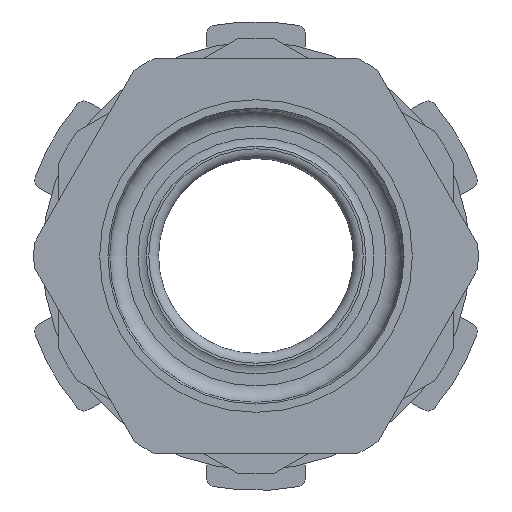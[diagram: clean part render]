
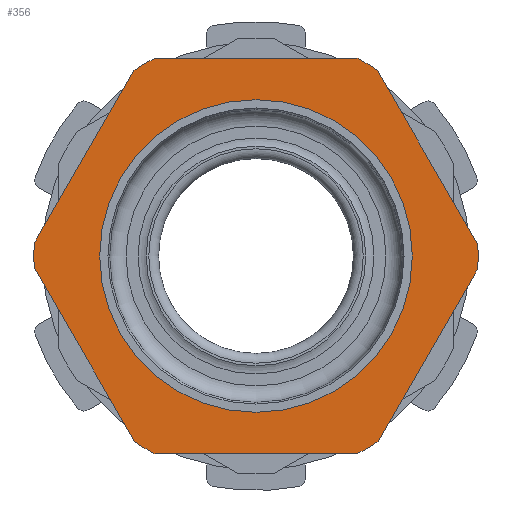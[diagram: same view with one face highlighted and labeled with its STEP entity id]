
A CAD part, front view. The second image highlights one B-rep face of the part: STEP entity #356.
In plain terms, the highlighted planar face has unit normal (0, -1, 0).
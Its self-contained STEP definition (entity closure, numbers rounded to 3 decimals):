
#356=ADVANCED_FACE('',(#1328,#1330),#1332,.T.);
#1328=FACE_BOUND('',#1329,.T.);
#1329=EDGE_LOOP('',(#2121,#2122,#2123,#2124,#2125,#2126,#2127,#2128,#2129,#2130,
#2131,#2132));
#1330=FACE_BOUND('',#1331,.T.);
#1331=EDGE_LOOP('',(#2133));
#1332=PLANE('',#1333);
#1333=AXIS2_PLACEMENT_3D('',#1334,#1335,#1336);
#1334=CARTESIAN_POINT('',(0.,-15.93,0.));
#1335=DIRECTION('',(0.,-1.,0.));
#1336=DIRECTION('',(0.5,0.,0.866));
#2121=ORIENTED_EDGE('',*,*,#2571,.T.);
#2122=ORIENTED_EDGE('',*,*,#2554,.T.);
#2123=ORIENTED_EDGE('',*,*,#2572,.T.);
#2124=ORIENTED_EDGE('',*,*,#2568,.T.);
#2125=ORIENTED_EDGE('',*,*,#2573,.T.);
#2126=ORIENTED_EDGE('',*,*,#2564,.T.);
#2127=ORIENTED_EDGE('',*,*,#2574,.T.);
#2128=ORIENTED_EDGE('',*,*,#2560,.T.);
#2129=ORIENTED_EDGE('',*,*,#2575,.T.);
#2130=ORIENTED_EDGE('',*,*,#2556,.T.);
#2131=ORIENTED_EDGE('',*,*,#2576,.T.);
#2132=ORIENTED_EDGE('',*,*,#2548,.T.);
#2133=ORIENTED_EDGE('',*,*,#2577,.F.);
#2548=EDGE_CURVE('',#2829,#2827,#2830,.T.);
#2554=EDGE_CURVE('',#2834,#2839,#2841,.T.);
#2556=EDGE_CURVE('',#2845,#2843,#2846,.T.);
#2560=EDGE_CURVE('',#2853,#2851,#2854,.T.);
#2564=EDGE_CURVE('',#2861,#2859,#2862,.T.);
#2568=EDGE_CURVE('',#2869,#2867,#2870,.T.);
#2571=EDGE_CURVE('',#2827,#2834,#2874,.T.);
#2572=EDGE_CURVE('',#2839,#2869,#2875,.T.);
#2573=EDGE_CURVE('',#2867,#2861,#2876,.T.);
#2574=EDGE_CURVE('',#2859,#2853,#2877,.T.);
#2575=EDGE_CURVE('',#2851,#2845,#2878,.T.);
#2576=EDGE_CURVE('',#2843,#2829,#2879,.T.);
#2577=EDGE_CURVE('',#2880,#2880,#2881,.T.);
#2827=VERTEX_POINT('',#3369);
#2829=VERTEX_POINT('',#3373);
#2830=CIRCLE('',#3374,13.5);
#2834=VERTEX_POINT('',#3386);
#2839=VERTEX_POINT('',#3396);
#2841=CIRCLE('',#3400,13.5);
#2843=VERTEX_POINT('',#3405);
#2845=VERTEX_POINT('',#3409);
#2846=CIRCLE('',#3410,13.5);
#2851=VERTEX_POINT('',#3423);
#2853=VERTEX_POINT('',#3427);
#2854=CIRCLE('',#3428,13.5);
#2859=VERTEX_POINT('',#3441);
#2861=VERTEX_POINT('',#3445);
#2862=CIRCLE('',#3446,13.5);
#2867=VERTEX_POINT('',#3459);
#2869=VERTEX_POINT('',#3463);
#2870=CIRCLE('',#3464,13.5);
#2874=LINE('',#3476,#3477);
#2875=LINE('',#3479,#3480);
#2876=LINE('',#3482,#3483);
#2877=LINE('',#3485,#3486);
#2878=LINE('',#3488,#3489);
#2879=LINE('',#3491,#3492);
#2880=VERTEX_POINT('',#3494);
#2881=CIRCLE('',#3495,9.5);
#3369=CARTESIAN_POINT('',(13.482,-15.93,0.704));
#3373=CARTESIAN_POINT('',(13.477,-15.93,-0.79));
#3374=AXIS2_PLACEMENT_3D('',#3375,#3376,#3377);
#3375=CARTESIAN_POINT('',(0.,-15.93,0.));
#3376=DIRECTION('',(0.,-1.,0.));
#3377=DIRECTION('',(0.998,0.,-0.058));
#3386=CARTESIAN_POINT('',(7.351,-15.93,11.323));
#3396=CARTESIAN_POINT('',(6.131,-15.93,12.028));
#3400=AXIS2_PLACEMENT_3D('',#3401,#3402,#3403);
#3401=CARTESIAN_POINT('',(0.,-15.93,0.));
#3402=DIRECTION('',(0.,-1.,0.));
#3403=DIRECTION('',(0.544,0.,0.839));
#3405=CARTESIAN_POINT('',(7.422,-15.93,-11.277));
#3409=CARTESIAN_POINT('',(6.131,-15.93,-12.028));
#3410=AXIS2_PLACEMENT_3D('',#3411,#3412,#3413);
#3411=CARTESIAN_POINT('',(0.,-15.93,0.));
#3412=DIRECTION('',(0.,-1.,0.));
#3413=DIRECTION('',(0.454,0.,-0.891));
#3423=CARTESIAN_POINT('',(-6.131,-15.93,-12.028));
#3427=CARTESIAN_POINT('',(-7.351,-15.93,-11.323));
#3428=AXIS2_PLACEMENT_3D('',#3429,#3430,#3431);
#3429=CARTESIAN_POINT('',(0.,-15.93,0.));
#3430=DIRECTION('',(0.,-1.,0.));
#3431=DIRECTION('',(-0.544,0.,-0.839));
#3441=CARTESIAN_POINT('',(-13.482,-15.93,-0.704));
#3445=CARTESIAN_POINT('',(-13.477,-15.93,0.79));
#3446=AXIS2_PLACEMENT_3D('',#3447,#3448,#3449);
#3447=CARTESIAN_POINT('',(0.,-15.93,0.));
#3448=DIRECTION('',(0.,-1.,0.));
#3449=DIRECTION('',(-0.998,0.,0.058));
#3459=CARTESIAN_POINT('',(-7.422,-15.93,11.277));
#3463=CARTESIAN_POINT('',(-6.131,-15.93,12.028));
#3464=AXIS2_PLACEMENT_3D('',#3465,#3466,#3467);
#3465=CARTESIAN_POINT('',(0.,-15.93,0.));
#3466=DIRECTION('',(0.,-1.,0.));
#3467=DIRECTION('',(-0.454,0.,0.891));
#3476=CARTESIAN_POINT('',(13.482,-15.93,0.704));
#3477=VECTOR('',#3478,1.);
#3478=DIRECTION('',(-0.5,0.,0.866));
#3479=CARTESIAN_POINT('',(6.131,-15.93,12.028));
#3480=VECTOR('',#3481,1.);
#3481=DIRECTION('',(-1.,0.,0.));
#3482=CARTESIAN_POINT('',(-7.422,-15.93,11.277));
#3483=VECTOR('',#3484,1.);
#3484=DIRECTION('',(-0.5,0.,-0.866));
#3485=CARTESIAN_POINT('',(-13.482,-15.93,-0.704));
#3486=VECTOR('',#3487,1.);
#3487=DIRECTION('',(0.5,0.,-0.866));
#3488=CARTESIAN_POINT('',(-6.131,-15.93,-12.028));
#3489=VECTOR('',#3490,1.);
#3490=DIRECTION('',(1.,0.,0.));
#3491=CARTESIAN_POINT('',(7.422,-15.93,-11.277));
#3492=VECTOR('',#3493,1.);
#3493=DIRECTION('',(0.5,0.,0.866));
#3494=CARTESIAN_POINT('',(4.75,-15.93,8.227));
#3495=AXIS2_PLACEMENT_3D('',#3496,#3497,#3498);
#3496=CARTESIAN_POINT('',(0.,-15.93,0.));
#3497=DIRECTION('',(0.,-1.,0.));
#3498=DIRECTION('',(0.5,0.,0.866));
